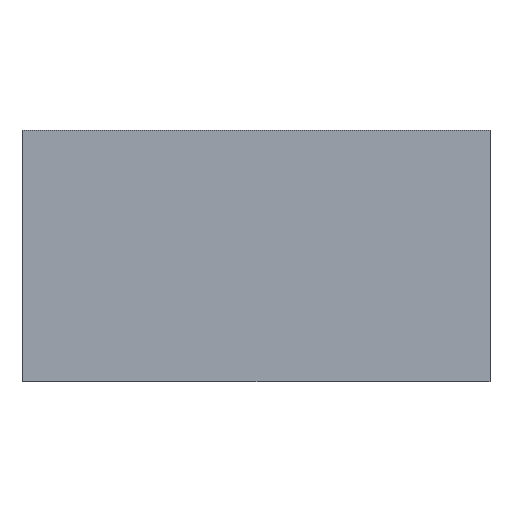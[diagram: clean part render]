
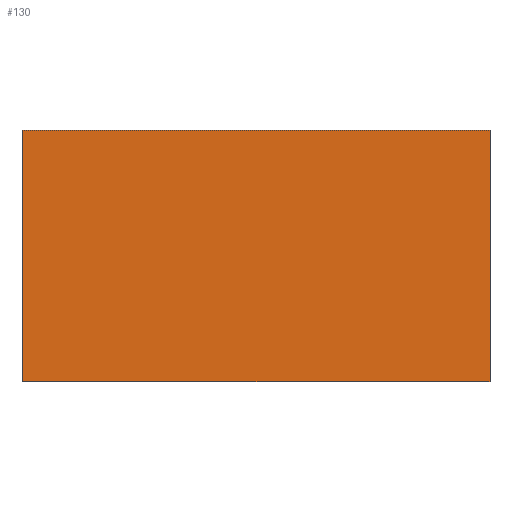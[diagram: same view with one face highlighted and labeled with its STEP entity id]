
A CAD part, top view. The second image highlights one B-rep face of the part: STEP entity #130.
In plain terms, the highlighted planar face has unit normal (0, 0, 1).
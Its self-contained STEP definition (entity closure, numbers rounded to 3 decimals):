
#20=FACE_OUTER_BOUND('',#26,.T.);
#26=EDGE_LOOP('',(#113,#114,#115,#116,#117,#118));
#27=LINE('',#185,#43);
#28=LINE('',#187,#44);
#29=LINE('',#189,#45);
#35=LINE('',#201,#51);
#38=LINE('',#207,#54);
#41=LINE('',#212,#57);
#43=VECTOR('',#155,10.);
#44=VECTOR('',#156,10.);
#45=VECTOR('',#157,10.);
#51=VECTOR('',#165,10.);
#54=VECTOR('',#170,10.);
#57=VECTOR('',#175,10.);
#59=VERTEX_POINT('',#183);
#60=VERTEX_POINT('',#184);
#61=VERTEX_POINT('',#186);
#62=VERTEX_POINT('',#188);
#67=VERTEX_POINT('',#200);
#69=VERTEX_POINT('',#206);
#71=EDGE_CURVE('',#59,#60,#27,.T.);
#72=EDGE_CURVE('',#60,#61,#28,.T.);
#73=EDGE_CURVE('',#61,#62,#29,.T.);
#79=EDGE_CURVE('',#67,#59,#35,.T.);
#82=EDGE_CURVE('',#69,#67,#38,.T.);
#85=EDGE_CURVE('',#62,#69,#41,.T.);
#113=ORIENTED_EDGE('',*,*,#73,.F.);
#114=ORIENTED_EDGE('',*,*,#72,.F.);
#115=ORIENTED_EDGE('',*,*,#71,.F.);
#116=ORIENTED_EDGE('',*,*,#79,.F.);
#117=ORIENTED_EDGE('',*,*,#82,.F.);
#118=ORIENTED_EDGE('',*,*,#85,.F.);
#124=PLANE('',#150);
#130=ADVANCED_FACE('',(#20),#124,.F.);
#150=AXIS2_PLACEMENT_3D('',#215,#179,#180);
#155=DIRECTION('',(-1.,0.,0.));
#156=DIRECTION('',(-1.,0.,0.));
#157=DIRECTION('',(-1.,0.,0.));
#165=DIRECTION('',(0.,-1.,0.));
#170=DIRECTION('',(1.,0.,0.));
#175=DIRECTION('',(0.,1.,0.));
#179=DIRECTION('center_axis',(0.,0.,-1.));
#180=DIRECTION('ref_axis',(1.,0.,0.));
#183=CARTESIAN_POINT('',(40.059,3.636,11.52));
#184=CARTESIAN_POINT('',(34.298,3.636,11.52));
#185=CARTESIAN_POINT('',(40.059,3.636,11.52));
#186=CARTESIAN_POINT('',(7.598,3.636,11.52));
#187=CARTESIAN_POINT('',(34.298,3.636,11.52));
#188=CARTESIAN_POINT('',(1.836,3.636,11.52));
#189=CARTESIAN_POINT('',(7.598,3.636,11.52));
#200=CARTESIAN_POINT('',(40.059,24.148,11.52));
#201=CARTESIAN_POINT('',(40.059,24.148,11.52));
#206=CARTESIAN_POINT('',(1.836,24.148,11.52));
#207=CARTESIAN_POINT('',(1.836,24.148,11.52));
#212=CARTESIAN_POINT('',(1.836,3.636,11.52));
#215=CARTESIAN_POINT('Origin',(20.948,13.892,11.52));
